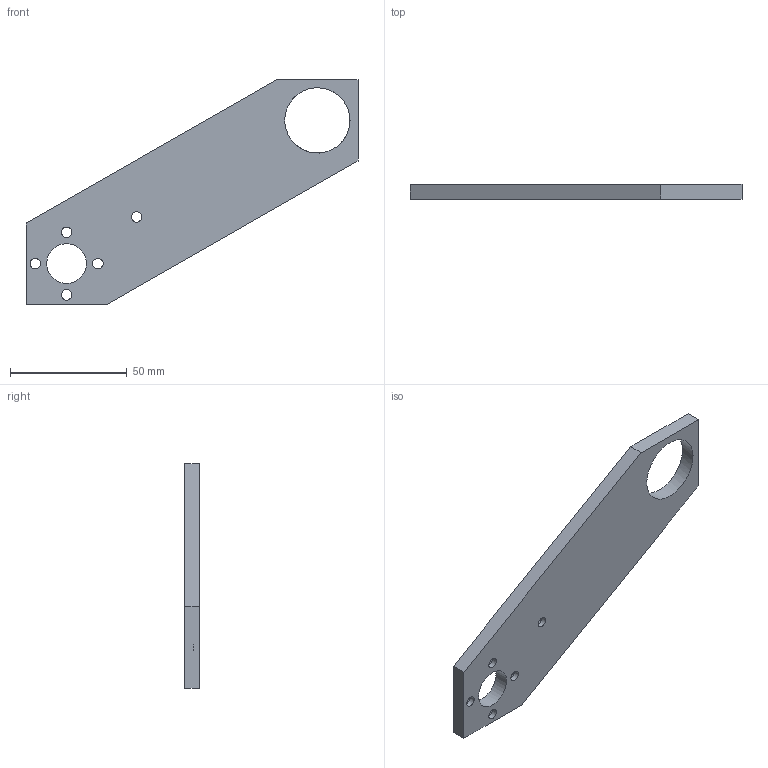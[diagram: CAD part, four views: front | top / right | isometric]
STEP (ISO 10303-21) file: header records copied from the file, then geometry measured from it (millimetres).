
FILE_DESCRIPTION(/* description */ (''),/* implementation_level */ '2;1');
FILE_NAME(/* name */ '4D-Motor-Arm_28 mm.stp',/* time_stamp */ '2021-07-08T17:41:57+02:00',/* author */ ('Charlene Brillard'),/* organization */ (''),/* preprocessor_version */ 'ST-DEVELOPER v16.5',/* originating_system */ 'Autodesk Inventor 2017',/* authorisation */ '');
FILE_SCHEMA (('AUTOMOTIVE_DESIGN { 1 0 10303 214 3 1 1 }'));
Length unit declared in the file: millimetre
Products named in the file (1): 4D-Motor-Arm_28 mm
Bounding box: 142.34 x 6.35 x 96.18 mm (x, y, z)
Volume: 38596.6 mm3; surface area: 16326.1 mm2
Topology: 1 solids, 1 shells, 25 faces, 55 edges, 37 vertices
Faces by surface type: plane 13, cylinder 12
Full cylindrical faces by diameter (mm): 4.5 x5, 7.5 x5, 17 x1, 28 x1
Entity records: 690 total; most frequent: DIRECTION 118, CARTESIAN_POINT 104, ORIENTED_EDGE 84, EDGE_LOOP 56, AXIS2_PLACEMENT_3D 50, EDGE_CURVE 42, VERTEX_POINT 36, FACE_BOUND 31
